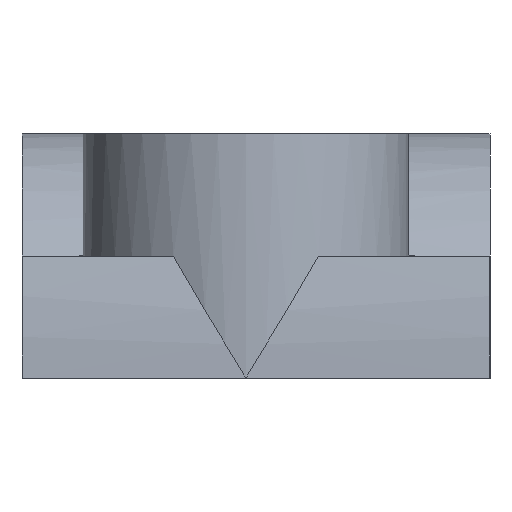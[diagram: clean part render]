
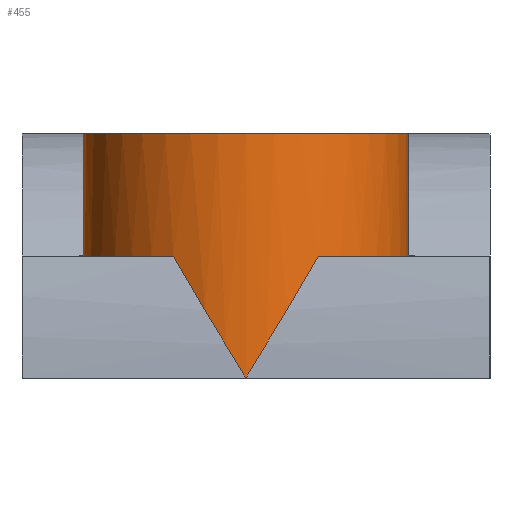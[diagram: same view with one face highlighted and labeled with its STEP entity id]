
A CAD part, left-side view. The second image highlights one B-rep face of the part: STEP entity #455.
In plain terms, the highlighted cylindrical face has radius 4 mm (diameter 8 mm), a partial arc.
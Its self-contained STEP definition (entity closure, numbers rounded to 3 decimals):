
#34=B_SPLINE_CURVE_WITH_KNOTS('',3,(#691,#692,#693,#694,#695),
 .UNSPECIFIED.,.F.,.F.,(4,1,4),(0.,0.002,
0.004),.UNSPECIFIED.);
#36=B_SPLINE_CURVE_WITH_KNOTS('',3,(#716,#717,#718,#719),.UNSPECIFIED.,
 .F.,.F.,(4,4),(0.,0.004),.UNSPECIFIED.);
#37=B_SPLINE_CURVE_WITH_KNOTS('',3,(#722,#723,#724,#725),.UNSPECIFIED.,
 .F.,.F.,(4,4),(0.,0.004),.UNSPECIFIED.);
#38=B_SPLINE_CURVE_WITH_KNOTS('',3,(#734,#735,#736,#737,#738),
 .UNSPECIFIED.,.F.,.F.,(4,1,4),(0.007,0.008,
0.01),.UNSPECIFIED.);
#46=LINE('',#728,#80);
#47=LINE('',#732,#81);
#80=VECTOR('',#571,1000.);
#81=VECTOR('',#574,1000.);
#123=ORIENTED_EDGE('',*,*,#255,.T.);
#124=ORIENTED_EDGE('',*,*,#256,.T.);
#125=ORIENTED_EDGE('',*,*,#257,.F.);
#126=ORIENTED_EDGE('',*,*,#247,.T.);
#127=ORIENTED_EDGE('',*,*,#258,.T.);
#128=ORIENTED_EDGE('',*,*,#259,.F.);
#129=ORIENTED_EDGE('',*,*,#260,.F.);
#130=ORIENTED_EDGE('',*,*,#261,.T.);
#131=ORIENTED_EDGE('',*,*,#262,.F.);
#247=EDGE_CURVE('',#314,#312,#34,.T.);
#255=EDGE_CURVE('',#321,#322,#36,.T.);
#256=EDGE_CURVE('',#322,#323,#37,.F.);
#257=EDGE_CURVE('',#314,#323,#359,.T.);
#258=EDGE_CURVE('',#312,#324,#46,.T.);
#259=EDGE_CURVE('',#325,#324,#360,.T.);
#260=EDGE_CURVE('',#326,#325,#47,.T.);
#261=EDGE_CURVE('',#326,#327,#38,.T.);
#262=EDGE_CURVE('',#321,#327,#361,.T.);
#312=VERTEX_POINT('',#689);
#314=VERTEX_POINT('',#696);
#321=VERTEX_POINT('',#720);
#322=VERTEX_POINT('',#721);
#323=VERTEX_POINT('',#726);
#324=VERTEX_POINT('',#729);
#325=VERTEX_POINT('',#731);
#326=VERTEX_POINT('',#733);
#327=VERTEX_POINT('',#739);
#359=CIRCLE('',#502,4.);
#360=CIRCLE('',#503,4.);
#361=CIRCLE('',#504,4.);
#380=EDGE_LOOP('',(#123,#124,#125,#126,#127,#128,#129,#130,#131));
#412=FACE_BOUND('',#380,.T.);
#443=CYLINDRICAL_SURFACE('',#501,4.);
#455=ADVANCED_FACE('',(#412),#443,.T.);
#501=AXIS2_PLACEMENT_3D('',#715,#567,#568);
#502=AXIS2_PLACEMENT_3D('',#727,#569,#570);
#503=AXIS2_PLACEMENT_3D('',#730,#572,#573);
#504=AXIS2_PLACEMENT_3D('',#740,#575,#576);
#567=DIRECTION('',(0.,0.,-1.));
#568=DIRECTION('',(1.,0.,0.));
#569=DIRECTION('',(0.,0.,-1.));
#570=DIRECTION('',(-1.,0.,0.));
#571=DIRECTION('',(0.,0.,1.));
#572=DIRECTION('',(0.,0.,1.));
#573=DIRECTION('',(-1.,0.,0.));
#574=DIRECTION('',(0.,0.,1.));
#575=DIRECTION('',(0.,0.,-1.));
#576=DIRECTION('',(-1.,0.,0.));
#689=CARTESIAN_POINT('',(7.708,4.5,5.016));
#691=CARTESIAN_POINT('',(5.804,2.43,3.));
#692=CARTESIAN_POINT('',(6.097,2.578,3.508));
#693=CARTESIAN_POINT('',(6.82,3.032,4.393));
#694=CARTESIAN_POINT('',(7.49,3.96,4.873));
#695=CARTESIAN_POINT('',(7.708,4.5,5.016));
#696=CARTESIAN_POINT('',(5.804,2.43,3.));
#715=CARTESIAN_POINT('',(4.,6.,6.));
#716=CARTESIAN_POINT('',(0.417,7.778,3.));
#717=CARTESIAN_POINT('',(0.135,7.21,2.005));
#718=CARTESIAN_POINT('',(0.,6.605,1.003));
#719=CARTESIAN_POINT('',(0.,6.,0.));
#720=CARTESIAN_POINT('',(0.417,7.778,3.));
#721=CARTESIAN_POINT('',(0.,6.,0.));
#722=CARTESIAN_POINT('',(0.417,4.222,3.));
#723=CARTESIAN_POINT('',(0.135,4.79,2.005));
#724=CARTESIAN_POINT('',(0.,5.395,1.003));
#725=CARTESIAN_POINT('',(0.,6.,0.));
#726=CARTESIAN_POINT('',(0.417,4.222,3.));
#727=CARTESIAN_POINT('',(4.,6.,3.));
#728=CARTESIAN_POINT('',(7.708,4.5,4.));
#729=CARTESIAN_POINT('',(7.708,4.5,6.));
#730=CARTESIAN_POINT('',(4.,6.,6.));
#731=CARTESIAN_POINT('',(7.708,7.5,6.));
#732=CARTESIAN_POINT('',(7.708,7.5,4.));
#733=CARTESIAN_POINT('',(7.708,7.5,5.016));
#734=CARTESIAN_POINT('',(7.708,7.5,5.016));
#735=CARTESIAN_POINT('',(7.491,8.037,4.874));
#736=CARTESIAN_POINT('',(6.821,8.969,4.394));
#737=CARTESIAN_POINT('',(6.097,9.422,3.507));
#738=CARTESIAN_POINT('',(5.804,9.57,3.));
#739=CARTESIAN_POINT('',(5.804,9.57,3.));
#740=CARTESIAN_POINT('',(4.,6.,3.));
